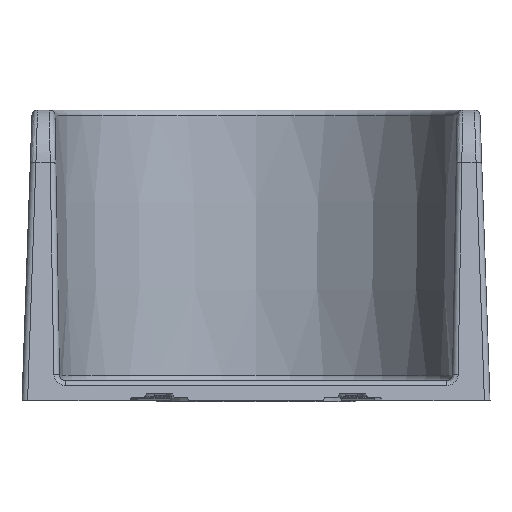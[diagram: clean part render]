
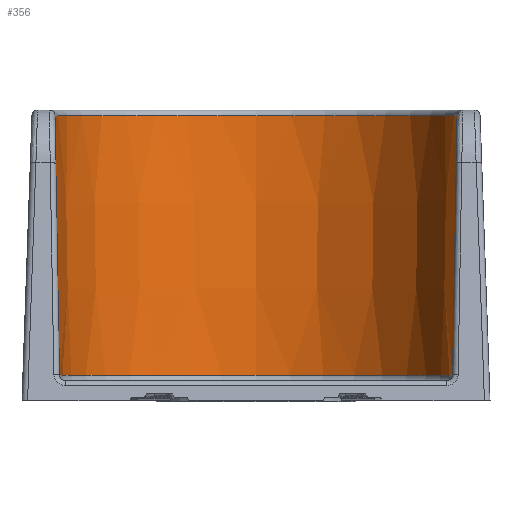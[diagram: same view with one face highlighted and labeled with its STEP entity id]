
A CAD part, front view. The second image highlights one B-rep face of the part: STEP entity #356.
In plain terms, the highlighted conical face has half-angle 1 degrees and reference radius 31.5 mm.
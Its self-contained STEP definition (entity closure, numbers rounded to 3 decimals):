
#124=CONICAL_SURFACE('',#2626,31.5,1.);
#356=ADVANCED_FACE('',(#524),#124,.F.);
#524=FACE_OUTER_BOUND('',#660,.T.);
#660=EDGE_LOOP('',(#1316,#1317,#1318,#1319));
#780=CIRCLE('',#2620,31.515);
#781=CIRCLE('',#2625,32.242);
#1316=ORIENTED_EDGE('',*,*,#1988,.F.);
#1317=ORIENTED_EDGE('',*,*,#1986,.F.);
#1318=ORIENTED_EDGE('',*,*,#1983,.F.);
#1319=ORIENTED_EDGE('',*,*,#1987,.T.);
#1478=VERTEX_POINT('',#3361);
#1490=VERTEX_POINT('',#3542);
#1497=VERTEX_POINT('',#3569);
#1672=VERTEX_POINT('',#4295);
#1983=EDGE_CURVE('',#1672,#1490,#780,.T.);
#1986=EDGE_CURVE('',#1490,#1497,#2207,.T.);
#1987=EDGE_CURVE('',#1672,#1478,#2208,.T.);
#1988=EDGE_CURVE('',#1497,#1478,#781,.T.);
#2207=LINE('',#4390,#2414);
#2208=LINE('',#4392,#2415);
#2414=VECTOR('',#3214,1.);
#2415=VECTOR('',#3217,1.);
#2620=AXIS2_PLACEMENT_3D('',#4298,#3207,#3208);
#2625=AXIS2_PLACEMENT_3D('',#4394,#3220,#3221);
#2626=AXIS2_PLACEMENT_3D('',#4395,#3222,#3223);
#3207=DIRECTION('',(0.,0.,1.));
#3208=DIRECTION('',(0.,1.,0.));
#3214=DIRECTION('',(-0.017,0.,1.));
#3217=DIRECTION('',(0.017,0.,1.));
#3220=DIRECTION('',(0.,0.,-1.));
#3221=DIRECTION('',(0.,1.,0.));
#3222=DIRECTION('',(0.,0.,1.));
#3223=DIRECTION('',(-1.,0.,0.));
#3361=CARTESIAN_POINT('',(32.242,24.851,45.766));
#3542=CARTESIAN_POINT('',(-31.515,24.851,4.134));
#3569=CARTESIAN_POINT('',(-32.242,24.851,45.766));
#4295=CARTESIAN_POINT('',(31.515,24.851,4.134));
#4298=CARTESIAN_POINT('',(0.,24.851,4.134));
#4390=CARTESIAN_POINT('',(-31.515,24.851,4.134));
#4392=CARTESIAN_POINT('',(31.515,24.851,4.134));
#4394=CARTESIAN_POINT('',(0.,24.851,45.766));
#4395=CARTESIAN_POINT('',(0.,24.851,3.25));
